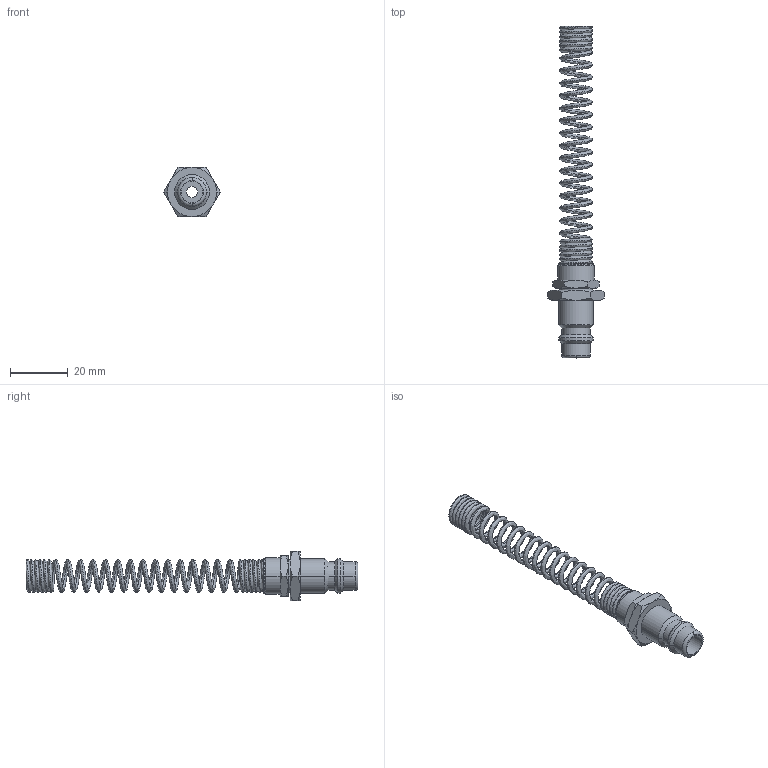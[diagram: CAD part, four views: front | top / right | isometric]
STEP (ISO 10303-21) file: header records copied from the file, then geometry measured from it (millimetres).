
FILE_DESCRIPTION(('STEP AP214'),'1');
FILE_NAME('es_58_sqf.stp','2020-03-05T08:46:16',('TraceParts'),('TraceParts S.A.'),'Spatial InterOp 3D',' ',' ');
FILE_SCHEMA(('automotive_design'));
Length unit declared in the file: millimetre
Products named in the file (1): 1
Bounding box: 19.63 x 115 x 17 mm (x, y, z)
Volume: 4369.2 mm3; surface area: 6435.6 mm2
Topology: 1 solids, 1 shells, 87 faces, 185 edges, 107 vertices
Faces by surface type: cone 40, plane 23, cylinder 20, bspline 2, torus 2
Entity records: 34708 total; most frequent: CARTESIAN_POINT 32226, DIRECTION 384, ORIENTED_EDGE 370, EDGE_CURVE 185, AXIS2_PLACEMENT_3D 167, VERTEX_POINT 107, EDGE_LOOP 96, STYLED_ITEM 87
